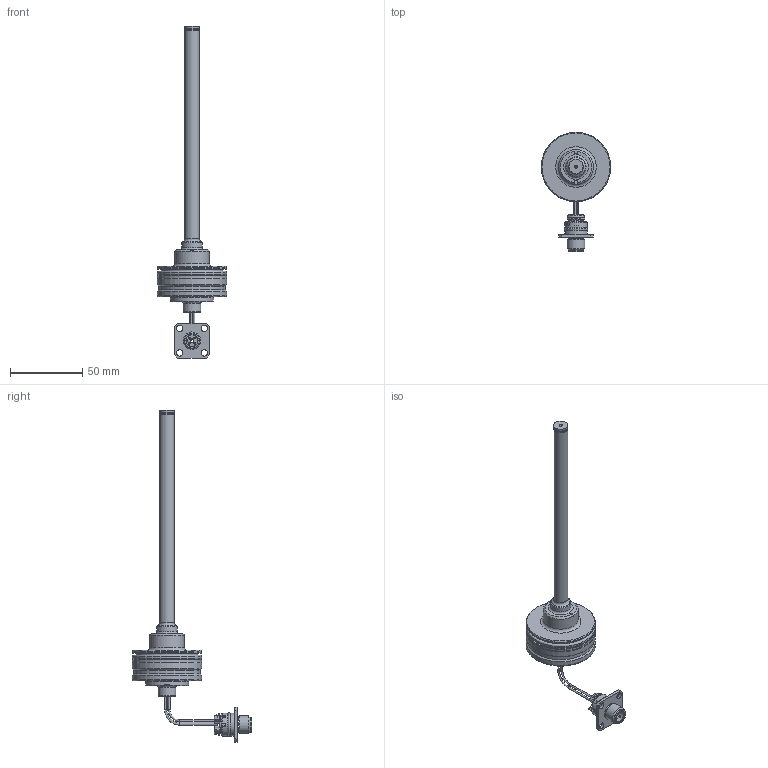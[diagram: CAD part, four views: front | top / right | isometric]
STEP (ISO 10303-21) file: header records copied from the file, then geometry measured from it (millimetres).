
FILE_DESCRIPTION (( 'STEP AP214' ), '1' );
FILE_NAME ('TM1-0100-305-___-4__.STEP', '2019-06-28T09:21:34', ( '' ), ( '' ), 'SwSTEP 2.0', 'SolidWorks 2017', '' );
FILE_SCHEMA (( 'AUTOMOTIVE_DESIGN' ));
Length unit declared in the file: millimetre
Products named in the file (1): TM1-0100-305-___-4__
Bounding box: 48 x 82.5 x 229.45 mm (x, y, z)
Surface area: 21480.2 mm2 (no closed solid volume)
Topology: 0 solids, 24 shells, 235 faces, 784 edges, 557 vertices
Faces by surface type: cylinder 84, plane 80, cone 29, torus 24, bspline 18
Full cylindrical faces by diameter (mm): 1 x4, 1.2 x6, 1.45 x3, 4.4 x4, 7 x1, 8 x1, 8.3 x1, 8.5 x1, 9 x1, 9.8 x2, 10 x1, 10.4 x1, 10.6 x1, 12 x2, 12.4 x1, 14 x1, 15.8 x2, 24 x1, 29.8 x1, 38 x1, 41.5 x1, 42.5 x1, 42.6 x1, 46 x1, 47.8 x1, 48 x4
Entity records: 11599 total; most frequent: CARTESIAN_POINT 2934, DIRECTION 1185, ORIENTED_EDGE 1096, EDGE_CURVE 682, VERTEX_POINT 538, AXIS2_PLACEMENT_3D 483, EDGE_LOOP 351, FACE_OUTER_BOUND 302
